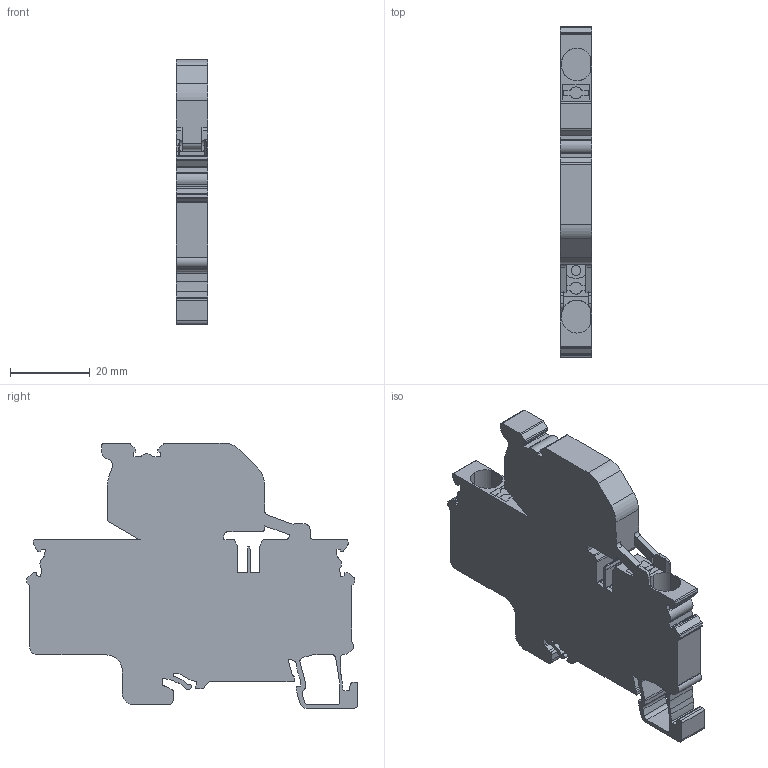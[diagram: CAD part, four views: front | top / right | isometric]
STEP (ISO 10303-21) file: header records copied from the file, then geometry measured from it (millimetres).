
FILE_DESCRIPTION(('CATIA V5 STEP Exchange','CAx-IF Rec.Pracs.--- Model Styling and Organization---1.5--- 2016-08-15','CAx-IF Rec.Pracs.---Supplemental Geometry---1.0---2011-11-01','CAx-IF Rec.Pracs.--- Composite Materials ---1.1---2010-07-15'),'2;1');
FILE_NAME ('1961020-3_1', '2025-01-09T07:56:18+00:00', ('none'), ('Weidmueller'), 'CATIA Version 5-6 Release 2022 SP4 HF5', 'CATIA V5 STEP AP214 v3', 'none');
FILE_SCHEMA(('AUTOMOTIVE_DESIGN { 1 0 10303 214 1 1 1 1 }'));
Length unit declared in the file: millimetre
Products named in the file (1): AFS 6 2C 6.3x32
Bounding box: 8 x 82.85 x 66.3 mm (x, y, z)
Volume: 27063 mm3; surface area: 11798.6 mm2
Topology: 3 solids, 3 shells, 382 faces, 1137 edges, 764 vertices
Faces by surface type: plane 200, cylinder 182
Entity records: 13050 total; most frequent: CARTESIAN_POINT 3211, ORIENTED_EDGE 2274, DIRECTION 1661, EDGE_CURVE 1137, VERTEX_POINT 764, VECTOR 736, LINE 736, AXIS2_PLACEMENT_3D 612
